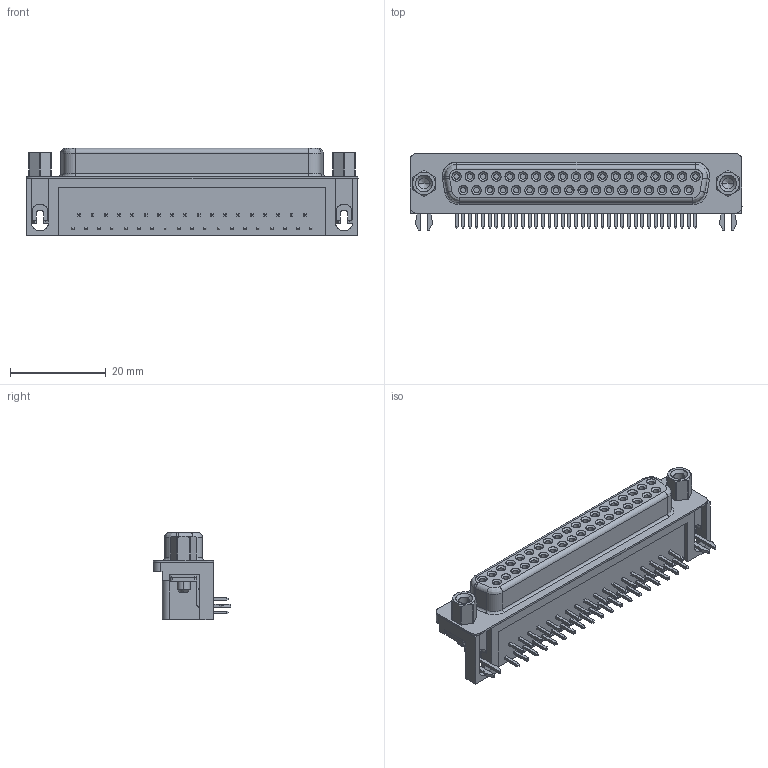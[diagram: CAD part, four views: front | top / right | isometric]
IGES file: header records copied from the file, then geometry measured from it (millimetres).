
Start section: SolidWorks IGES file using analytic representation for surfaces
Global section: file name: K22X(HT)-C37S-NJ_rA2(rA1).IGS; native system: SolidWorks 2012; preprocessor: SolidWorks 2012; author: William; date: 131206.135900; units: millimetre
Bounding box: 69.32 x 16.11 x 18.2 mm (x, y, z)
Surface area: 6389.2 mm2 (no closed solid volume)
Topology: 0 solids, 0 shells, 796 faces, 6150 edges, 6146 vertices
Faces by surface type: bspline 513, revolution 283
